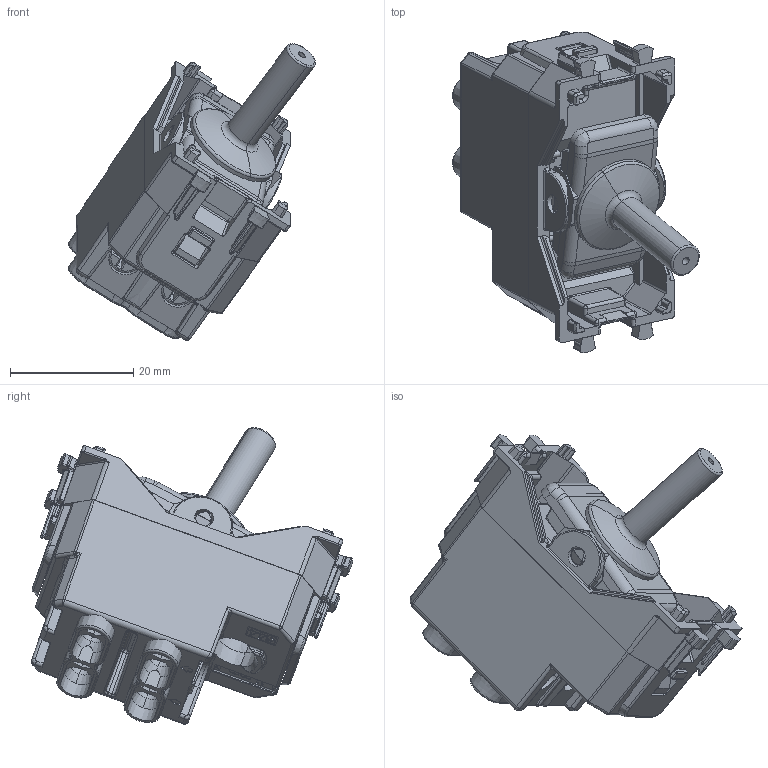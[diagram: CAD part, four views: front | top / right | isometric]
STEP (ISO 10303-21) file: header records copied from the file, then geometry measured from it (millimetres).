
FILE_DESCRIPTION(('CATIA V5 STEP Exchange'),'2;1');
FILE_NAME('444004ORO.stp','2024-03-28T07:19:18+00:00',('none'),('none'),'CATIA Version 5-6 Release 2016 SP6','CATIA V5 STEP AP203','none');
FILE_SCHEMA(('CONFIG_CONTROL_DESIGN'));
Products named in the file (1): STEP
Assembly tree (18 placements, depth 2):
  STEP
    #57
    #40546  x4
    #42459  x2
    #43325
    #90833
    #100293
    #100829
    #103991
    #106895
    #113795
    #122047  x2
    #123734  x2
Bounding box: 40.03 x 52.17 x 48.14 mm (x, y, z)
Volume: 13684.2 mm3; surface area: 22989.1 mm2
Topology: 22 solids, 22 shells, 3540 faces, 9551 edges, 5920 vertices
Faces by surface type: plane 1725, cylinder 1051, bspline 305, cone 222, torus 108, sphere 107, extrusion 18, revolution 4
Entity records: 124738 total; most frequent: CARTESIAN_POINT 53426, ORIENTED_EDGE 17256, DIRECTION 10441, EDGE_CURVE 8628, VERTEX_POINT 5414, VECTOR 4421, LINE 4403, AXIS2_PLACEMENT_3D 3581
